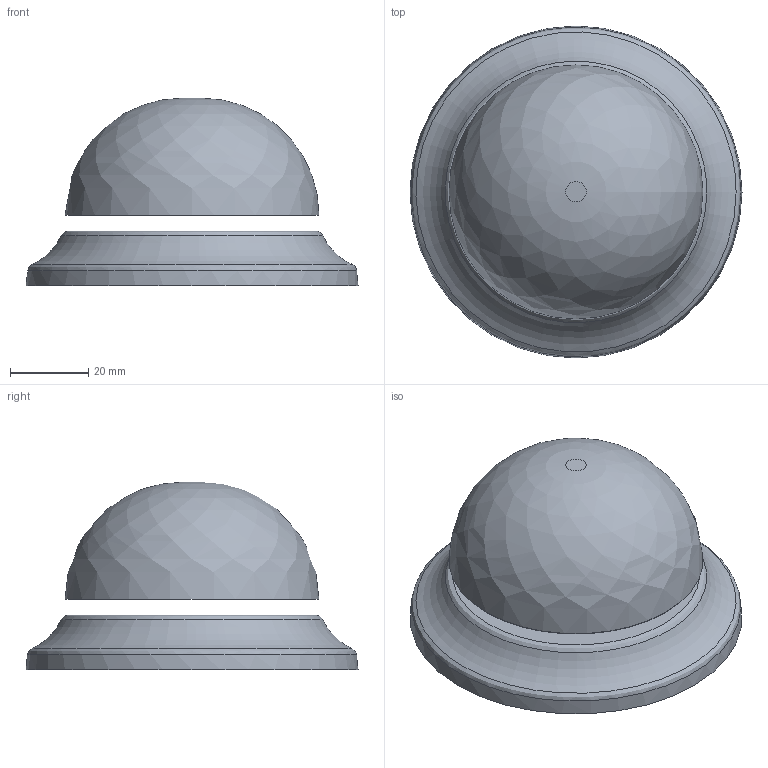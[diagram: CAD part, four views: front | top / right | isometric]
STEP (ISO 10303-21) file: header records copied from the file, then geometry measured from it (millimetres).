
FILE_DESCRIPTION(('FreeCAD Model'),'2;1');
FILE_NAME('Open CASCADE Shape Model','2021-08-08T11:18:13',('Author'),( ''),'Open CASCADE STEP processor 7.5','FreeCAD','Unknown');
FILE_SCHEMA(('AUTOMOTIVE_DESIGN { 1 0 10303 214 1 1 1 1 }'));
Length unit declared in the file: millimetre
Products named in the file (3): Unnamed; base; bell
Assembly tree (2 placements, depth 2):
  Unnamed
    base
    bell
Bounding box: 85 x 85 x 48 mm (x, y, z)
Volume: 11094.3 mm3; surface area: 25927.2 mm2
Topology: 2 solids, 2 shells, 22 faces, 40 edges, 24 vertices
Faces by surface type: plane 8, cylinder 4, offset 3, bspline 2, torus 2, cone 2, revolution 1
Full cylindrical faces by diameter (mm): 63 x1, 65 x1
Entity records: 1662 total; most frequent: CARTESIAN_POINT 776, DIRECTION 153, ORIENTED_EDGE 80, PCURVE 80, DEFINITIONAL_REPRESENTATION 80, LINE 74, VECTOR 74, EDGE_CURVE 40
